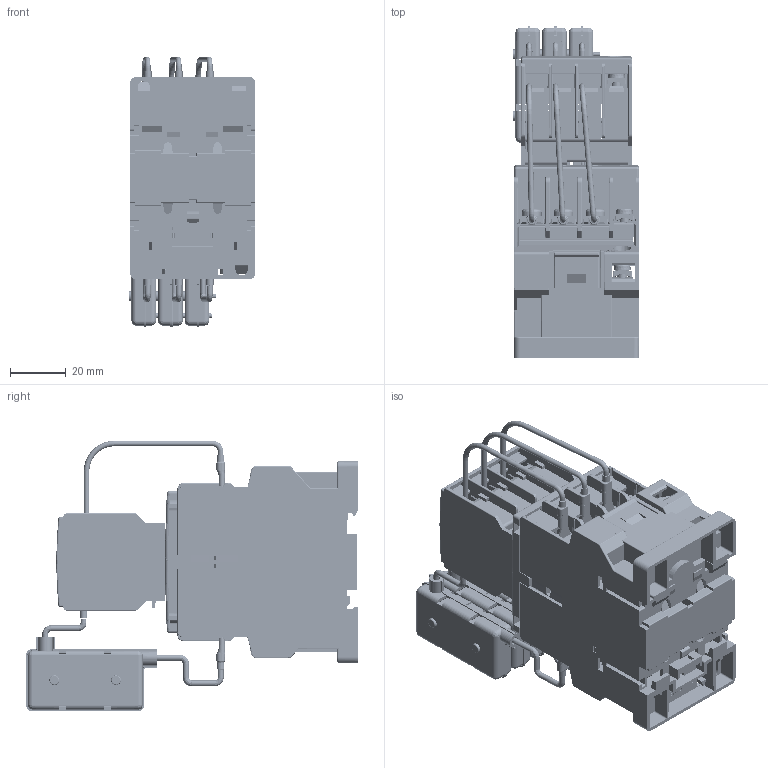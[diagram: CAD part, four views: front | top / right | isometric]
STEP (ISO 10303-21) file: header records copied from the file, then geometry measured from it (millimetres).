
FILE_DESCRIPTION (( 'STEP AP203' ), '1' );
FILE_NAME ('RADE KONCAR Capacitor contactors CNNK 10 N, CNNK 12 N & CNNK 15N 2.STEP', '2021-12-06T07:58:57', ( '' ), ( '' ), 'SwSTEP 2.0', 'SolidWorks 2011', '' );
FILE_SCHEMA (( 'CONFIG_CONTROL_DESIGN' ));
Products named in the file (1): RADE KONCAR Capacitor contactors CNNK 10 N, CNNK 12 N & CNNK 15N 2
Bounding box: 45.32 x 118.76 x 96.78 mm (x, y, z)
Volume: 71472.8 mm3; surface area: 122551.5 mm2
Topology: 66 solids, 72 shells, 8520 faces, 24358 edges, 15695 vertices
Faces by surface type: plane 5578, cylinder 1848, bspline 933, torus 93, cone 46, sphere 22
Entity records: 322487 total; most frequent: CARTESIAN_POINT 111952, ORIENTED_EDGE 48426, DIRECTION 37645, EDGE_CURVE 24213, VERTEX_POINT 15693, LINE 15621, VECTOR 15621, AXIS2_PLACEMENT_3D 11012
